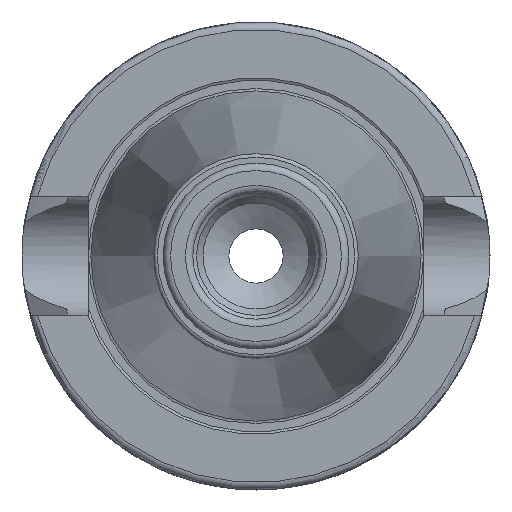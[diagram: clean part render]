
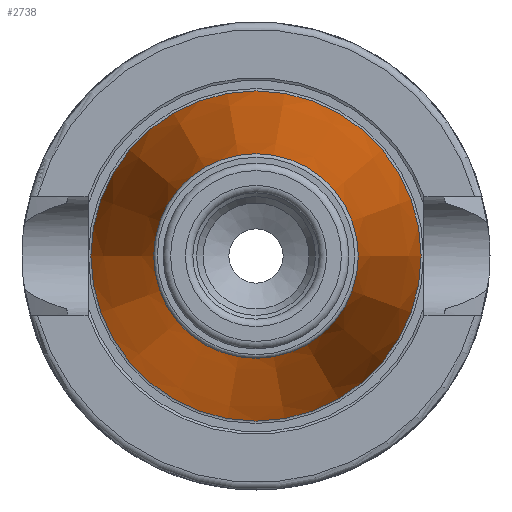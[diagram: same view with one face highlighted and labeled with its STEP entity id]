
A CAD part, left-side view. The second image highlights one B-rep face of the part: STEP entity #2738.
In plain terms, the highlighted conical face has half-angle 8.297 degrees and reference radius 17.998 mm.
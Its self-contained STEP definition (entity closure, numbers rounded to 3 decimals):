
#2704=CARTESIAN_POINT('',(-57.972,13.771,0.0));
#2705=VERTEX_POINT('',#2704);
#2706=CARTESIAN_POINT('',(-57.972,0.0,0.0));
#2707=DIRECTION('',(1.0,0.0,0.0));
#2708=DIRECTION('',(0.0,1.0,0.0));
#2709=AXIS2_PLACEMENT_3D('',#2706,#2707,#2708);
#2710=CIRCLE('',#2709,13.771);
#2711=EDGE_CURVE('',#2705,#2705,#2710,.T.);
#2719=CARTESIAN_POINT('',(-28.986,0.0,0.0));
#2720=DIRECTION('',(1.0,0.0,0.0));
#2721=DIRECTION('',(0.0,1.0,0.0));
#2722=AXIS2_PLACEMENT_3D('',#2719,#2720,#2721);
#2723=CONICAL_SURFACE('',#2722,17.998,8.297);
#2724=CARTESIAN_POINT('',(0.0,22.225,0.0));
#2725=VERTEX_POINT('',#2724);
#2726=CARTESIAN_POINT('',(0.0,0.0,0.0));
#2727=DIRECTION('',(1.0,0.0,0.0));
#2728=DIRECTION('',(0.0,1.0,0.0));
#2729=AXIS2_PLACEMENT_3D('',#2726,#2727,#2728);
#2730=CIRCLE('',#2729,22.225);
#2731=EDGE_CURVE('',#2725,#2725,#2730,.T.);
#2732=ORIENTED_EDGE('',*,*,#2731,.F.);
#2733=EDGE_LOOP('',(#2732));
#2734=FACE_OUTER_BOUND('',#2733,.T.);
#2735=ORIENTED_EDGE('',*,*,#2711,.T.);
#2736=EDGE_LOOP('',(#2735));
#2737=FACE_BOUND('',#2736,.T.);
#2738=ADVANCED_FACE('',(#2734,#2737),#2723,.T.);
